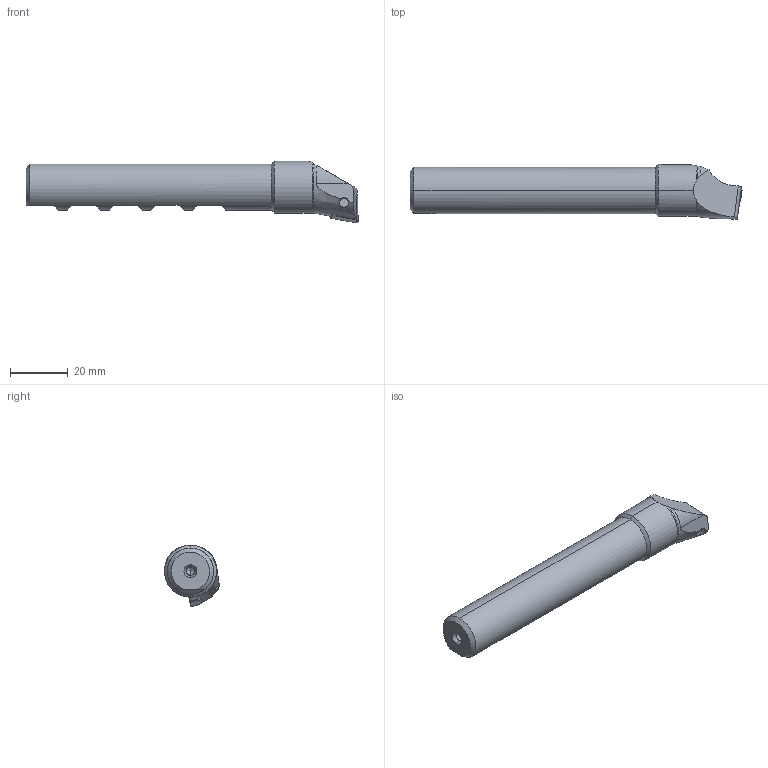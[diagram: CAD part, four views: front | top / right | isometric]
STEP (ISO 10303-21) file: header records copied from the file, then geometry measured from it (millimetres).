
FILE_DESCRIPTION (( 'STEP AP203' ), '1' );
FILE_NAME ('254.025.009.115.STEP', '2018-09-18T13:58:07', ( 'SWIAdmin' ), ( 'Hewlett-Packard Company' ), 'SwSTEP 2.0', 'SolidWorks 2017', '' );
FILE_SCHEMA (( 'CONFIG_CONTROL_DESIGN' ));
Length unit declared in the file: millimetre
Products named in the file (4): B25-WCB.K11.115_B; CCMT09T304; WCB-ER2.001.009_A; 254.025.009.115
Assembly tree (3 placements, depth 2):
  254.025.009.115
    B25-WCB.K11.115_B
    CCMT09T304
    WCB-ER2.001.009_A
Bounding box: 115 x 19.06 x 21.38 mm (x, y, z)
Volume: 21236.1 mm3; surface area: 7608.4 mm2
Topology: 3 solids, 3 shells, 145 faces, 384 edges, 233 vertices
Faces by surface type: plane 45, cylinder 39, cone 37, bspline 12, torus 10, sphere 2
Entity records: 5261 total; most frequent: CARTESIAN_POINT 1573, ORIENTED_EDGE 744, DIRECTION 633, EDGE_CURVE 372, AXIS2_PLACEMENT_3D 245, VERTEX_POINT 233, EDGE_LOOP 151, FACE_OUTER_BOUND 145
